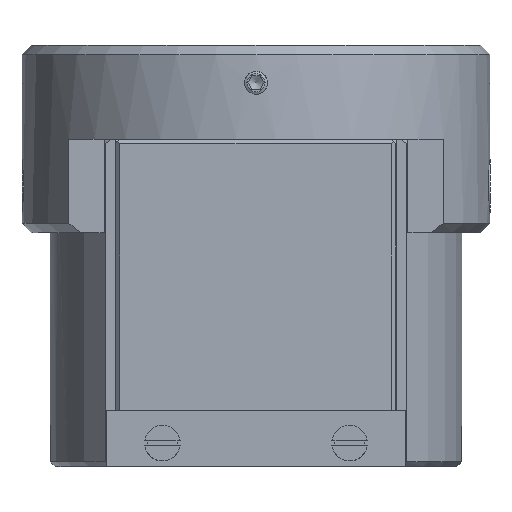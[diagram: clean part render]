
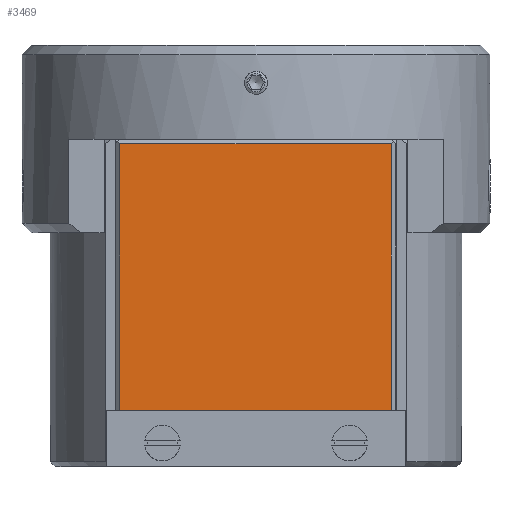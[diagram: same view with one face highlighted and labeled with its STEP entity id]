
A CAD part, front view. The second image highlights one B-rep face of the part: STEP entity #3469.
In plain terms, the highlighted planar face has unit normal (0, -1, 0).
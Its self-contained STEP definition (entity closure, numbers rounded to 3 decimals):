
#272=LINE('',#5836,#527);
#307=LINE('',#6554,#562);
#309=LINE('',#6557,#564);
#314=LINE('',#6566,#569);
#527=VECTOR('',#4449,10.);
#562=VECTOR('',#4592,10.);
#564=VECTOR('',#4596,10.);
#569=VECTOR('',#4603,10.);
#701=PLANE('',#3777);
#1025=FACE_OUTER_BOUND('',#1319,.T.);
#1319=EDGE_LOOP('',(#2928,#2929,#2930,#2931));
#1681=VERTEX_POINT('',#5833);
#1682=VERTEX_POINT('',#5835);
#1736=VERTEX_POINT('',#6551);
#1737=VERTEX_POINT('',#6553);
#2070=EDGE_CURVE('',#1682,#1681,#272,.T.);
#2142=EDGE_CURVE('',#1736,#1737,#307,.T.);
#2144=EDGE_CURVE('',#1737,#1681,#309,.T.);
#2149=EDGE_CURVE('',#1682,#1736,#314,.T.);
#2928=ORIENTED_EDGE('',*,*,#2070,.T.);
#2929=ORIENTED_EDGE('',*,*,#2144,.F.);
#2930=ORIENTED_EDGE('',*,*,#2142,.F.);
#2931=ORIENTED_EDGE('',*,*,#2149,.F.);
#3469=ADVANCED_FACE('',(#1025),#701,.T.);
#3777=AXIS2_PLACEMENT_3D('',#6565,#4601,#4602);
#4449=DIRECTION('',(1.,0.,0.));
#4592=DIRECTION('',(1.,0.,0.));
#4596=DIRECTION('',(0.,0.,-1.));
#4601=DIRECTION('center_axis',(0.,-1.,0.));
#4602=DIRECTION('ref_axis',(-1.,0.,0.));
#4603=DIRECTION('',(0.,0.,1.));
#5833=CARTESIAN_POINT('',(14.45,-15.,-19.));
#5835=CARTESIAN_POINT('',(-14.55,-15.,-19.));
#5836=CARTESIAN_POINT('',(0.475,-15.,-19.));
#6551=CARTESIAN_POINT('',(-14.55,-15.,9.5));
#6553=CARTESIAN_POINT('',(14.45,-15.,9.5));
#6554=CARTESIAN_POINT('',(-15.05,-15.,9.5));
#6557=CARTESIAN_POINT('',(14.45,-15.,-10.303));
#6565=CARTESIAN_POINT('Origin',(-15.05,-15.,-20.));
#6566=CARTESIAN_POINT('',(-14.55,-15.,-10.303));
